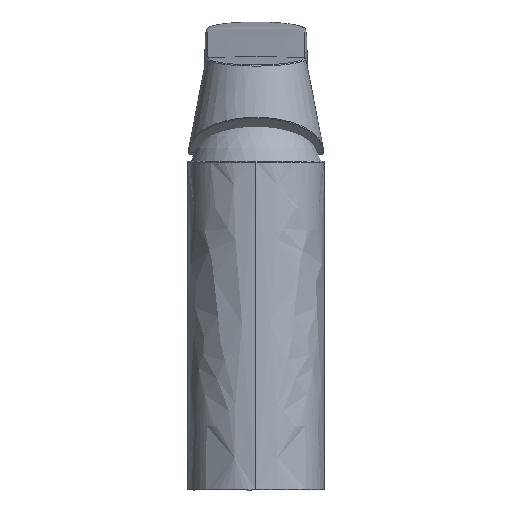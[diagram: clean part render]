
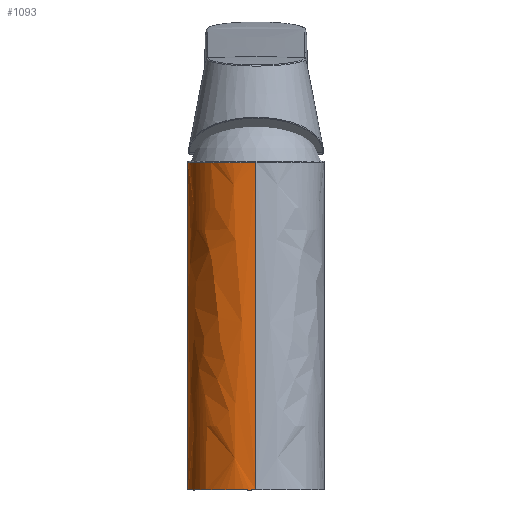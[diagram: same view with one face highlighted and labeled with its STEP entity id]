
A CAD part, left-side view. The second image highlights one B-rep face of the part: STEP entity #1093.
In plain terms, the highlighted free-form (B-spline) face has degree [3, 1] with [7, 2] control points.
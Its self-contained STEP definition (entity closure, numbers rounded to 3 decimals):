
#60=B_SPLINE_SURFACE_WITH_KNOTS('',3,1,((#3463,#3464),(#3465,#3466),(#3467,
#3468),(#3469,#3470),(#3471,#3472),(#3473,#3474),(#3475,#3476)),
 .SURF_OF_LINEAR_EXTRUSION.,.F.,.F.,.F.,(4,1,1,1,4),(2,2),(0.124,
0.218,0.312,0.406,0.5),
(0.,1.),.UNSPECIFIED.);
#153=B_SPLINE_CURVE_WITH_KNOTS('',3,(#3231,#3232,#3233,#3234,#3235,#3236,
#3237,#3238,#3239,#3240),.UNSPECIFIED.,.F.,.F.,(4,1,1,1,1,1,1,4),(0.173,
0.183,0.188,0.193,0.198,
0.203,0.208,0.213),.UNSPECIFIED.);
#159=B_SPLINE_CURVE_WITH_KNOTS('',3,(#3289,#3290,#3291,#3292),
 .UNSPECIFIED.,.F.,.F.,(4,4),(-0.4,1.),.UNSPECIFIED.);
#164=B_SPLINE_CURVE_WITH_KNOTS('',3,(#3479,#3480,#3481,#3482,#3483,#3484,
#3485),.UNSPECIFIED.,.F.,.F.,(4,1,1,1,4),(0.,0.25,0.5,0.75,1.),
 .UNSPECIFIED.);
#165=B_SPLINE_CURVE_WITH_KNOTS('',3,(#3487,#3488,#3489,#3490),
 .UNSPECIFIED.,.F.,.F.,(4,4),(0.,1.),.UNSPECIFIED.);
#263=LINE('',#3477,#277);
#277=VECTOR('',#1287,1000.);
#424=ORIENTED_EDGE('',*,*,#690,.F.);
#425=ORIENTED_EDGE('',*,*,#691,.T.);
#426=ORIENTED_EDGE('',*,*,#692,.F.);
#427=ORIENTED_EDGE('',*,*,#684,.F.);
#428=ORIENTED_EDGE('',*,*,#677,.F.);
#677=EDGE_CURVE('',#836,#834,#153,.F.);
#684=EDGE_CURVE('',#834,#840,#159,.T.);
#690=EDGE_CURVE('',#843,#836,#263,.T.);
#691=EDGE_CURVE('',#843,#844,#164,.T.);
#692=EDGE_CURVE('',#840,#844,#165,.T.);
#834=VERTEX_POINT('',#3217);
#836=VERTEX_POINT('',#3230);
#840=VERTEX_POINT('',#3293);
#843=VERTEX_POINT('',#3478);
#844=VERTEX_POINT('',#3486);
#932=EDGE_LOOP('',(#424,#425,#426,#427,#428));
#1008=FACE_BOUND('',#932,.T.);
#1093=ADVANCED_FACE('',(#1008),#60,.F.);
#1287=DIRECTION('',(0.,0.,-1.));
#3217=CARTESIAN_POINT('',(-1.2,24.995,-20.));
#3230=CARTESIAN_POINT('',(-26.2,0.,-20.));
#3231=CARTESIAN_POINT('',(-1.2,24.995,-20.));
#3232=CARTESIAN_POINT('',(-4.46,24.995,-20.));
#3233=CARTESIAN_POINT('',(-9.372,24.017,-20.));
#3234=CARTESIAN_POINT('',(-15.16,20.934,-20.));
#3235=CARTESIAN_POINT('',(-19.017,17.763,-20.));
#3236=CARTESIAN_POINT('',(-22.108,13.986,-20.));
#3237=CARTESIAN_POINT('',(-24.449,9.604,-20.));
#3238=CARTESIAN_POINT('',(-25.873,4.92,-20.));
#3239=CARTESIAN_POINT('',(-26.2,1.627,-20.));
#3240=CARTESIAN_POINT('',(-26.2,0.,-20.));
#3289=CARTESIAN_POINT('',(-1.2,24.995,-20.));
#3290=CARTESIAN_POINT('',(-1.2,24.995,3.333));
#3291=CARTESIAN_POINT('',(-1.2,24.995,26.667));
#3292=CARTESIAN_POINT('',(-1.2,24.995,50.));
#3293=CARTESIAN_POINT('',(-1.2,24.995,50.));
#3463=CARTESIAN_POINT('',(-1.2,24.995,99.5));
#3464=CARTESIAN_POINT('',(-1.2,24.995,-20.));
#3465=CARTESIAN_POINT('',(-4.06,24.995,99.5));
#3466=CARTESIAN_POINT('',(-4.06,24.995,-20.));
#3467=CARTESIAN_POINT('',(-9.904,24.008,99.5));
#3468=CARTESIAN_POINT('',(-9.904,24.008,-20.));
#3469=CARTESIAN_POINT('',(-18.047,19.299,99.5));
#3470=CARTESIAN_POINT('',(-18.047,19.299,-20.));
#3471=CARTESIAN_POINT('',(-24.311,11.287,99.5));
#3472=CARTESIAN_POINT('',(-24.311,11.287,-20.));
#3473=CARTESIAN_POINT('',(-26.2,4.005,99.5));
#3474=CARTESIAN_POINT('',(-26.2,4.005,-20.));
#3475=CARTESIAN_POINT('',(-26.2,0.,99.5));
#3476=CARTESIAN_POINT('',(-26.2,0.,-20.));
#3477=CARTESIAN_POINT('',(-26.2,0.,50.));
#3478=CARTESIAN_POINT('',(-26.2,0.,99.5));
#3479=CARTESIAN_POINT('',(-26.2,0.,99.5));
#3480=CARTESIAN_POINT('',(-26.2,4.005,99.5));
#3481=CARTESIAN_POINT('',(-24.311,11.287,99.5));
#3482=CARTESIAN_POINT('',(-18.047,19.299,99.5));
#3483=CARTESIAN_POINT('',(-9.904,24.008,99.5));
#3484=CARTESIAN_POINT('',(-4.06,24.995,99.5));
#3485=CARTESIAN_POINT('',(-1.2,24.995,99.5));
#3486=CARTESIAN_POINT('',(-1.2,24.993,99.5));
#3487=CARTESIAN_POINT('',(-1.2,24.995,50.));
#3488=CARTESIAN_POINT('',(-1.2,24.995,66.5));
#3489=CARTESIAN_POINT('',(-1.2,24.995,83.));
#3490=CARTESIAN_POINT('',(-1.2,24.995,99.5));
